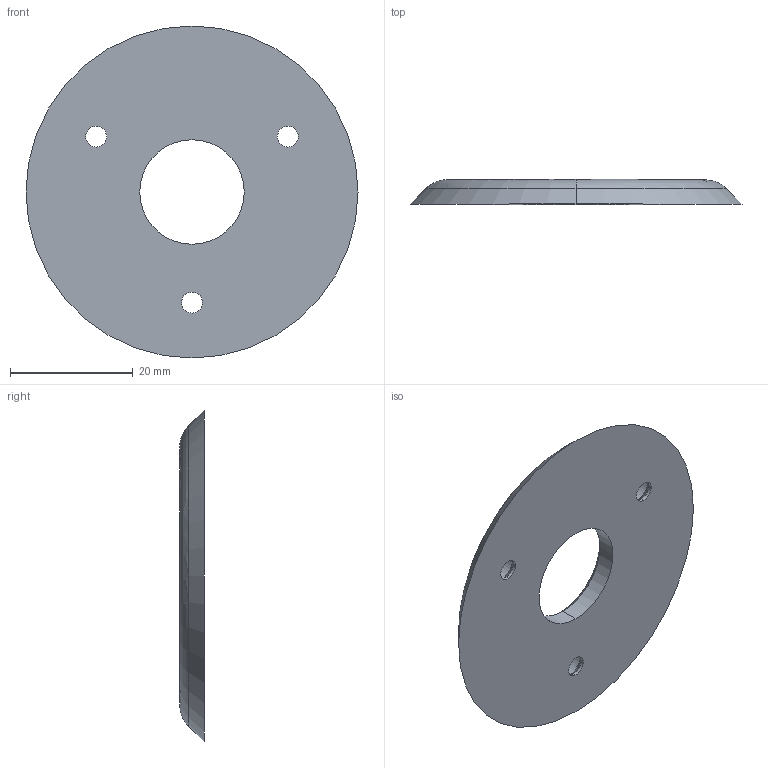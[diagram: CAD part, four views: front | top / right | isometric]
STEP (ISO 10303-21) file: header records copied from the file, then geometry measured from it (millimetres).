
FILE_DESCRIPTION (( 'STEP AP203' ), '1' );
FILE_NAME ('PERCH_USI_06 - platine.STEP', '2019-09-11T11:43:40', ( '' ), ( '' ), 'SwSTEP 2.0', 'SolidWorks 2016', '' );
FILE_SCHEMA (( 'CONFIG_CONTROL_DESIGN' ));
Length unit declared in the file: millimetre
Products named in the file (1): PERCH_USI_06 - platine
Bounding box: 54 x 4 x 54 mm (x, y, z)
Volume: 6573 mm3; surface area: 4647.5 mm2
Topology: 1 solids, 1 shells, 28 faces, 70 edges, 41 vertices
Faces by surface type: cylinder 14, cone 10, torus 2, plane 2
Entity records: 953 total; most frequent: CARTESIAN_POINT 168, DIRECTION 166, ORIENTED_EDGE 140, AXIS2_PLACEMENT_3D 71, EDGE_CURVE 70, CIRCLE 42, VERTEX_POINT 41, EDGE_LOOP 33
